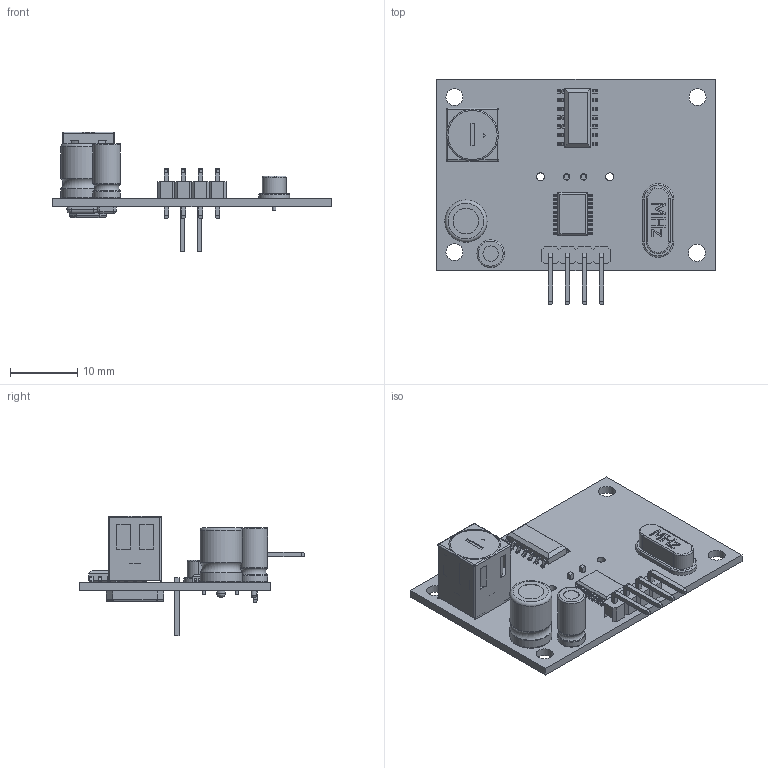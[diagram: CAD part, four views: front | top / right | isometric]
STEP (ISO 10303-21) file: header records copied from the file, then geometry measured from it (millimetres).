
FILE_DESCRIPTION(/* description */ (''),/* implementation_level */ '2;1');
FILE_NAME(/* name */ 'JSN20.stp',/* time_stamp */ '2020-08-10T00:21:41+02:00',/* author */ ('hpcwoess'),/* organization */ (''),/* preprocessor_version */ 'ST-DEVELOPER v18.1',/* originating_system */ 'Autodesk Inventor 2020',/* authorisation */ '');
FILE_SCHEMA (('AUTOMOTIVE_DESIGN { 1 0 10303 214 3 1 1 }'));
Length unit declared in the file: metre
Products named in the file (1): JSN20
Bounding box: 41.36 x 33.52 x 17.8 mm (x, y, z)
Volume: 2623.8 mm3; surface area: 4684.5 mm2
Topology: 48 solids, 48 shells, 891 faces, 2232 edges, 1457 vertices
Faces by surface type: plane 614, cylinder 250, torus 17, bspline 6, sphere 4
Full cylindrical faces by diameter (mm): 0.48 x2, 0.95 x2, 1 x4, 1.2 x2, 1.8 x2, 2.3 x1, 2.53 x4, 3.8 x1, 4.1 x2, 6.28 x2, 7.7 x2
Entity records: 26855 total; most frequent: CARTESIAN_POINT 4730, DIRECTION 4540, ORIENTED_EDGE 4464, EDGE_CURVE 2232, LINE 1682, VECTOR 1682, VERTEX_POINT 1457, AXIS2_PLACEMENT_3D 1429
